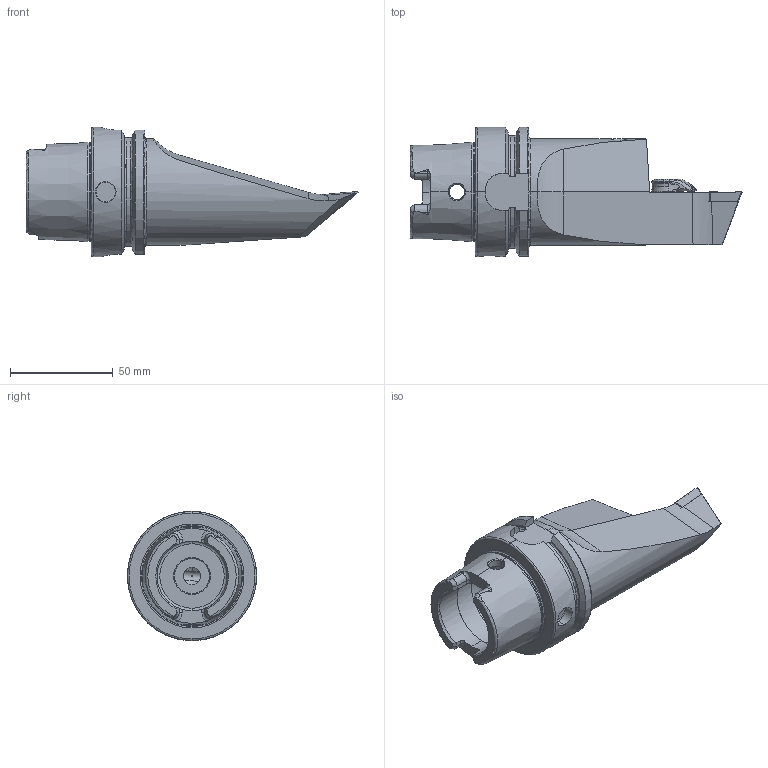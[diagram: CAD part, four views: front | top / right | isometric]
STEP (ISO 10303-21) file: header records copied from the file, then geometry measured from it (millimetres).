
FILE_DESCRIPTION (( 'STEP AP203' ), '1' );
FILE_NAME ('HA6.KVB.NXA.130-HP.STEP', '2019-05-15T11:59:11', ( 'SWIAdmin' ), ( 'Hewlett-Packard Company' ), 'SwSTEP 2.0', 'SolidWorks 2017', '' );
FILE_SCHEMA (( 'CONFIG_CONTROL_DESIGN' ));
Length unit declared in the file: millimetre
Products named in the file (11): VCMT160404; HA6.KVB.NXA.130-HP; WCB-ER2.001.009_A; CHP-ER1.008.014_A; DIN 3771 - 13x1; DIN 3771 - 6.5x1.5; CHP-PCX.000.022_B; DIN 7991 - M5x18; CHP-PCX.000.022_D《e; HA6-KVB.NXA.130-HP_A; ISO 8752 2x8
Assembly tree (10 placements, depth 3):
  HA6.KVB.NXA.130-HP
    HA6-KVB.NXA.130-HP_A
    VCMT160404
    WCB-ER2.001.009_A
    CHP-ER1.008.014_A
    CHP-PCX.000.022_D《e
      DIN 3771 - 13x1
      DIN 3771 - 6.5x1.5
      CHP-PCX.000.022_B
      DIN 7991 - M5x18
    ISO 8752 2x8
Bounding box: 161.93 x 63 x 63 mm (x, y, z)
Volume: 189216.7 mm3; surface area: 39282.9 mm2
Topology: 9 solids, 9 shells, 532 faces, 1358 edges, 830 vertices
Faces by surface type: cylinder 151, plane 132, cone 114, torus 67, bspline 66, sphere 2
Entity records: 21831 total; most frequent: CARTESIAN_POINT 8676, ORIENTED_EDGE 2676, DIRECTION 2328, EDGE_CURVE 1338, AXIS2_PLACEMENT_3D 938, VERTEX_POINT 830, EDGE_LOOP 558, FACE_OUTER_BOUND 532
